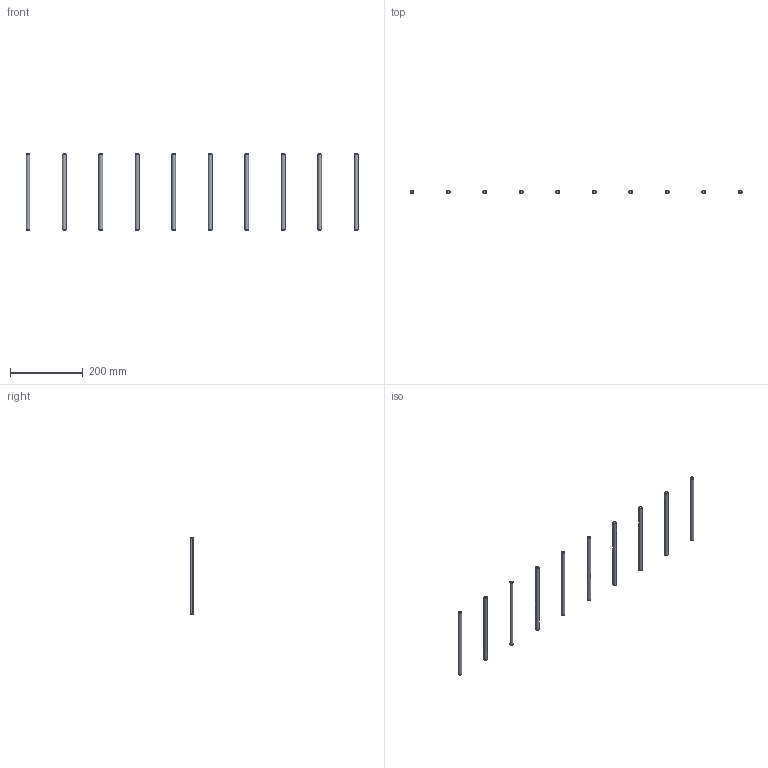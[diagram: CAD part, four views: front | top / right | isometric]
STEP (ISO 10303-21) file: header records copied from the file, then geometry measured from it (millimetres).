
FILE_DESCRIPTION((''),'2;1');
FILE_NAME('PTRS1201_ASM','2020-09-15T12:29:53',('SYSTEM'),(''),'CREO PARAMETRIC BY PTC INC, 2019030','CREO PARAMETRIC BY PTC INC, 2019030','');
FILE_SCHEMA(('CONFIG_CONTROL_DESIGN','SHAPE_APPEARANCE_LAYERS_GROUPS'));
Length unit declared in the file: millimetre
Products named in the file (2): 861007_001_PRT; PTRS1201_ASM
Assembly tree (10 placements, depth 2):
  PTRS1201_ASM
    861007_001_PRT  x10
Bounding box: 910 x 10 x 210 mm (x, y, z)
Volume: 164297.4 mm3; surface area: 66933.6 mm2
Topology: 10 solids, 10 shells, 80 faces, 140 edges, 80 vertices
Faces by surface type: cone 40, plane 20, cylinder 20
Entity records: 346 total; most frequent: DIRECTION 62, CARTESIAN_POINT 42, AXIS2_PLACEMENT_3D 28, ORIENTED_EDGE 28, EDGE_CURVE 14, PRODUCT_DEFINITION_SHAPE 12, ITEM_DEFINED_TRANSFORMATION 10, CONTEXT_DEPENDENT_SHAPE_REPRESENTATION 10
